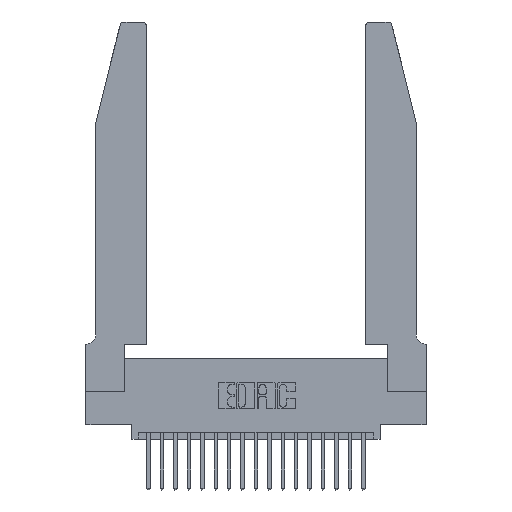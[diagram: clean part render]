
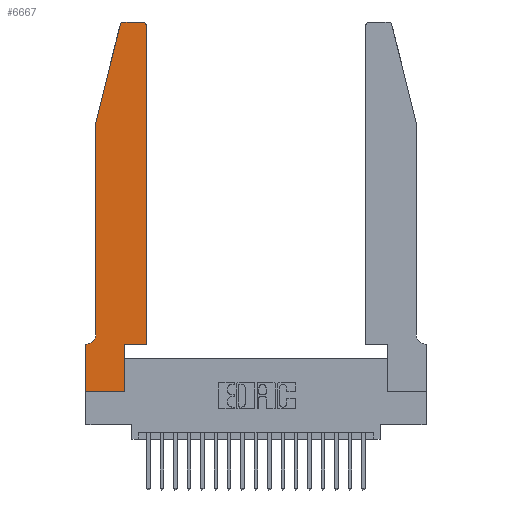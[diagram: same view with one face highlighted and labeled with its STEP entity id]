
A CAD part, top view. The second image highlights one B-rep face of the part: STEP entity #6667.
In plain terms, the highlighted planar face has unit normal (0, 0, 1).
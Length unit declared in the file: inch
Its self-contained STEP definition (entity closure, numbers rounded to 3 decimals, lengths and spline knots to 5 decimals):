
#444 = VERTEX_POINT ( 'NONE', #15882 ) ;
#1061 = FACE_OUTER_BOUND ( 'NONE', #4102, .T. ) ;
#1081 = EDGE_CURVE ( 'NONE', #11515, #11966, #14234, .T. ) ;
#1532 = EDGE_CURVE ( 'NONE', #1698, #14289, #16316, .T. ) ;
#1533 = DIRECTION ( 'NONE',  ( 1., 0., 0. ) ) ;
#1557 = ORIENTED_EDGE ( 'NONE', *, *, #12972, .T. ) ;
#1698 = VERTEX_POINT ( 'NONE', #13021 ) ;
#2108 = ORIENTED_EDGE ( 'NONE', *, *, #7797, .T. ) ;
#2612 = CIRCLE ( 'NONE', #16369, 0.03 ) ;
#2622 = CIRCLE ( 'NONE', #20479, 0.03 ) ;
#3436 = ORIENTED_EDGE ( 'NONE', *, *, #21210, .T. ) ;
#3487 = VERTEX_POINT ( 'NONE', #14798 ) ;
#3661 = DIRECTION ( 'NONE',  ( 0., -1., 0. ) ) ;
#3814 = CARTESIAN_POINT ( 'NONE',  ( 0.0755, 2., 0.37 ) ) ;
#3862 = VERTEX_POINT ( 'NONE', #18925 ) ;
#4100 = CARTESIAN_POINT ( 'NONE',  ( 0.2865, 0.35, 0.37 ) ) ;
#4102 = EDGE_LOOP ( 'NONE', ( #11632, #11464, #16068, #3436, #19545, #8116, #4520, #21623, #4837, #21591, #2108, #1557 ) ) ;
#4119 = EDGE_CURVE ( 'NONE', #14289, #11515, #10253, .T. ) ;
#4257 = CARTESIAN_POINT ( 'NONE',  ( 0.284, 2.75, 0.37 ) ) ;
#4337 = EDGE_CURVE ( 'NONE', #444, #1698, #18337, .T. ) ;
#4520 = ORIENTED_EDGE ( 'NONE', *, *, #1532, .T. ) ;
#4837 = ORIENTED_EDGE ( 'NONE', *, *, #1081, .T. ) ;
#5045 = EDGE_CURVE ( 'NONE', #7560, #3487, #2622, .T. ) ;
#5359 = LINE ( 'NONE', #7002, #17428 ) ;
#6211 = CARTESIAN_POINT ( 'NONE',  ( 0.4205, 2.72, 0.37 ) ) ;
#6424 = VERTEX_POINT ( 'NONE', #9410 ) ;
#6667 = ADVANCED_FACE ( 'NONE', ( #1061 ), #7415, .T. ) ;
#6669 = VECTOR ( 'NONE', #19169, 39.37008 ) ;
#7002 = CARTESIAN_POINT ( 'NONE',  ( 0.0755, 2., 0.37 ) ) ;
#7120 = VECTOR ( 'NONE', #19505, 39.37008 ) ;
#7300 = VERTEX_POINT ( 'NONE', #9612 ) ;
#7415 = PLANE ( 'NONE',  #16840 ) ;
#7560 = VERTEX_POINT ( 'NONE', #4257 ) ;
#7628 = DIRECTION ( 'NONE',  ( 1., 0., 0. ) ) ;
#7797 = EDGE_CURVE ( 'NONE', #17790, #7300, #18226, .T. ) ;
#7968 = DIRECTION ( 'NONE',  ( 0., 0., 1. ) ) ;
#8055 = CARTESIAN_POINT ( 'NONE',  ( 0., 0., 0.37 ) ) ;
#8116 = ORIENTED_EDGE ( 'NONE', *, *, #4337, .T. ) ;
#8128 = CARTESIAN_POINT ( 'NONE',  ( 0.0055, 0.42, 0.37 ) ) ;
#8566 = VECTOR ( 'NONE', #21516, 39.37008 ) ;
#9361 = VECTOR ( 'NONE', #13659, 39.37008 ) ;
#9410 = CARTESIAN_POINT ( 'NONE',  ( 0.4205, 2.75, 0.37 ) ) ;
#9440 = CARTESIAN_POINT ( 'NONE',  ( 0., 0., 0.37 ) ) ;
#9612 = CARTESIAN_POINT ( 'NONE',  ( 0.4505, 2.72, 0.37 ) ) ;
#10226 = CARTESIAN_POINT ( 'NONE',  ( 0.2605, 2.75, 0.37 ) ) ;
#10240 = VECTOR ( 'NONE', #15508, 39.37008 ) ;
#10253 = LINE ( 'NONE', #9440, #7120 ) ;
#10337 = CARTESIAN_POINT ( 'NONE',  ( 0.2865, 0., 0.37 ) ) ;
#10365 = DIRECTION ( 'NONE',  ( -0.239, -0.971, 0. ) ) ;
#10926 = LINE ( 'NONE', #18377, #8566 ) ;
#11213 = CIRCLE ( 'NONE', #16109, 0.07 ) ;
#11464 = ORIENTED_EDGE ( 'NONE', *, *, #5045, .T. ) ;
#11515 = VERTEX_POINT ( 'NONE', #10337 ) ;
#11632 = ORIENTED_EDGE ( 'NONE', *, *, #13132, .T. ) ;
#11966 = VERTEX_POINT ( 'NONE', #16379 ) ;
#12017 = CARTESIAN_POINT ( 'NONE',  ( 0., 0., 0.37 ) ) ;
#12972 = EDGE_CURVE ( 'NONE', #7300, #6424, #2612, .T. ) ;
#13021 = CARTESIAN_POINT ( 'NONE',  ( 0., 0.35, 0.37 ) ) ;
#13132 = EDGE_CURVE ( 'NONE', #6424, #7560, #17248, .T. ) ;
#13659 = DIRECTION ( 'NONE',  ( 0., -1., 0. ) ) ;
#13873 = CARTESIAN_POINT ( 'NONE',  ( 0.284, 2.72, 0.37 ) ) ;
#14234 = LINE ( 'NONE', #4100, #6669 ) ;
#14258 = EDGE_CURVE ( 'NONE', #21012, #444, #11213, .T. ) ;
#14289 = VERTEX_POINT ( 'NONE', #8055 ) ;
#14798 = CARTESIAN_POINT ( 'NONE',  ( 0.25487, 2.72718, 0.37 ) ) ;
#15508 = DIRECTION ( 'NONE',  ( -1., 0., 0. ) ) ;
#15861 = EDGE_CURVE ( 'NONE', #3487, #3862, #5359, .T. ) ;
#15872 = LINE ( 'NONE', #3814, #9361 ) ;
#15882 = CARTESIAN_POINT ( 'NONE',  ( 0.0055, 0.35, 0.37 ) ) ;
#16068 = ORIENTED_EDGE ( 'NONE', *, *, #15861, .T. ) ;
#16109 = AXIS2_PLACEMENT_3D ( 'NONE', #8128, #19958, #18122 ) ;
#16316 = LINE ( 'NONE', #12017, #18956 ) ;
#16369 = AXIS2_PLACEMENT_3D ( 'NONE', #6211, #7968, #1533 ) ;
#16379 = CARTESIAN_POINT ( 'NONE',  ( 0.2865, 0.35, 0.37 ) ) ;
#16840 = AXIS2_PLACEMENT_3D ( 'NONE', #20689, #17695, #7628 ) ;
#16899 = CARTESIAN_POINT ( 'NONE',  ( 0.4505, 0.35, 0.37 ) ) ;
#17248 = LINE ( 'NONE', #10226, #19874 ) ;
#17318 = DIRECTION ( 'NONE',  ( 1., 0., 0. ) ) ;
#17428 = VECTOR ( 'NONE', #10365, 39.37008 ) ;
#17695 = DIRECTION ( 'NONE',  ( 0., 0., 1. ) ) ;
#17790 = VERTEX_POINT ( 'NONE', #18766 ) ;
#18122 = DIRECTION ( 'NONE',  ( -1., 0., 0. ) ) ;
#18226 = LINE ( 'NONE', #16899, #21356 ) ;
#18337 = LINE ( 'NONE', #18679, #10240 ) ;
#18377 = CARTESIAN_POINT ( 'NONE',  ( 0.4505, 0.35, 0.37 ) ) ;
#18468 = DIRECTION ( 'NONE',  ( -1., 0., 0. ) ) ;
#18679 = CARTESIAN_POINT ( 'NONE',  ( 0.0755, 0.35, 0.37 ) ) ;
#18766 = CARTESIAN_POINT ( 'NONE',  ( 0.4505, 0.35, 0.37 ) ) ;
#18925 = CARTESIAN_POINT ( 'NONE',  ( 0.0755, 2., 0.37 ) ) ;
#18956 = VECTOR ( 'NONE', #3661, 39.37008 ) ;
#19169 = DIRECTION ( 'NONE',  ( 0., 1., 0. ) ) ;
#19505 = DIRECTION ( 'NONE',  ( 1., 0., 0. ) ) ;
#19545 = ORIENTED_EDGE ( 'NONE', *, *, #14258, .T. ) ;
#19874 = VECTOR ( 'NONE', #18468, 39.37008 ) ;
#19958 = DIRECTION ( 'NONE',  ( 0., 0., -1. ) ) ;
#20393 = DIRECTION ( 'NONE',  ( 0., 0., 1. ) ) ;
#20421 = DIRECTION ( 'NONE',  ( 0., 1., 0. ) ) ;
#20479 = AXIS2_PLACEMENT_3D ( 'NONE', #13873, #20393, #17318 ) ;
#20511 = EDGE_CURVE ( 'NONE', #11966, #17790, #10926, .T. ) ;
#20689 = CARTESIAN_POINT ( 'NONE',  ( 0., 0.35, 0.37 ) ) ;
#21012 = VERTEX_POINT ( 'NONE', #21220 ) ;
#21210 = EDGE_CURVE ( 'NONE', #3862, #21012, #15872, .T. ) ;
#21220 = CARTESIAN_POINT ( 'NONE',  ( 0.0755, 0.42, 0.37 ) ) ;
#21356 = VECTOR ( 'NONE', #20421, 39.37008 ) ;
#21516 = DIRECTION ( 'NONE',  ( 1., 0., 0. ) ) ;
#21591 = ORIENTED_EDGE ( 'NONE', *, *, #20511, .T. ) ;
#21623 = ORIENTED_EDGE ( 'NONE', *, *, #4119, .T. ) ;
